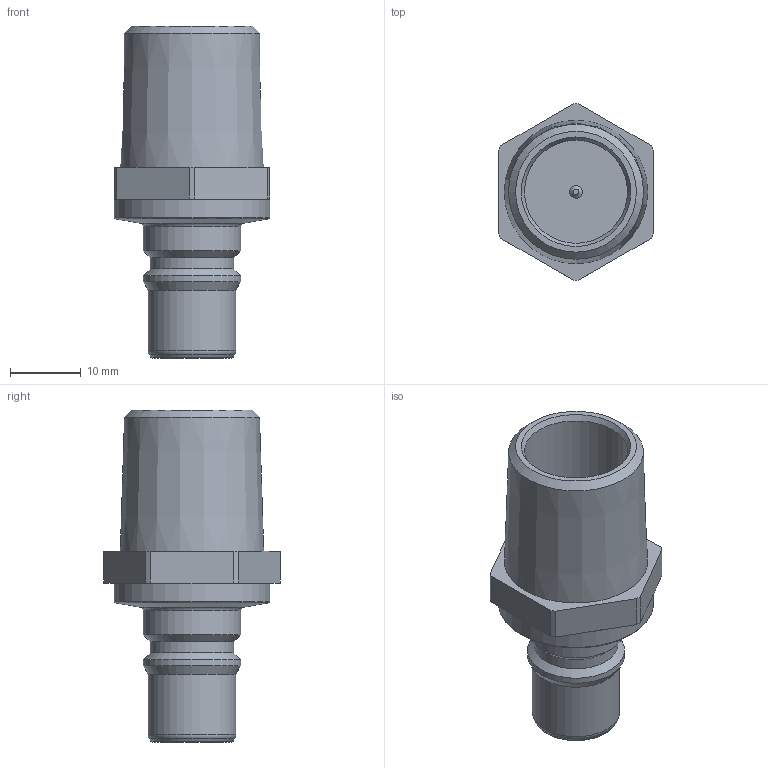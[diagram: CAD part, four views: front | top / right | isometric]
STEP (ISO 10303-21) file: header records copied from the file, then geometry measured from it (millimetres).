
FILE_DESCRIPTION(/* description */ (''),/* implementation_level */ '2;1');
FILE_NAME(/* name */ '.stp',/* time_stamp */ '2024-11-06T12:03:12+01:00',/* author */ ('meier'),/* organization */ (''),/* preprocessor_version */ 'ST-DEVELOPER v18.1',/* originating_system */ 'Autodesk Inventor 2022',/* authorisation */ '0 mm^3');
FILE_SCHEMA (('AUTOMOTIVE_DESIGN { 1 0 10303 214 3 1 1 }'));
Length unit declared in the file: millimetre
Products named in the file (1): ESF 12NAABNPT-U
Bounding box: 22 x 25 x 47 mm (x, y, z)
Volume: 8472.5 mm3; surface area: 4582.1 mm2
Topology: 1 solids, 1 shells, 54 faces, 122 edges, 76 vertices
Faces by surface type: plane 20, cylinder 16, cone 11, torus 7
Full cylindrical faces by diameter (mm): 1.8 x1, 3 x1, 9.2 x1, 9.5 x1, 11.85 x1, 12.4 x1, 13.75 x2, 14.6 x1, 22 x1
Entity records: 1645 total; most frequent: DIRECTION 303, CARTESIAN_POINT 253, ORIENTED_EDGE 244, AXIS2_PLACEMENT_3D 126, EDGE_CURVE 122, VERTEX_POINT 76, CIRCLE 71, EDGE_LOOP 60
